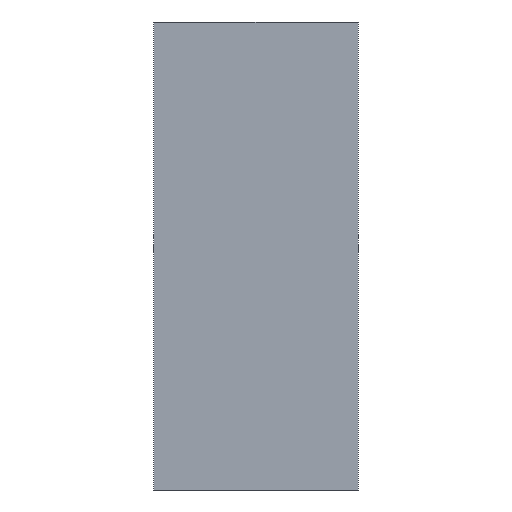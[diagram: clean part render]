
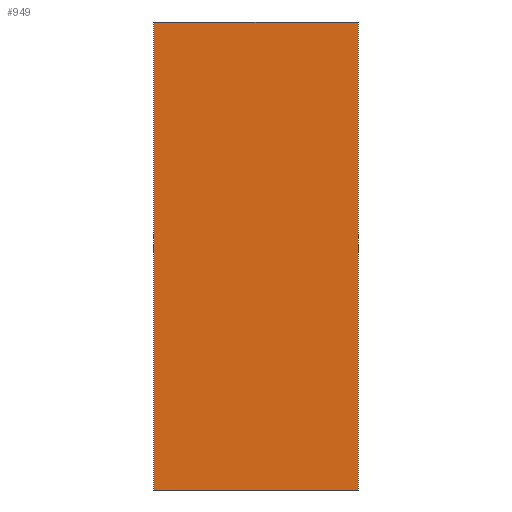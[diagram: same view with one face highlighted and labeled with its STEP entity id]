
A CAD part, left-side view. The second image highlights one B-rep face of the part: STEP entity #949.
In plain terms, the highlighted planar face has unit normal (-1, 0, 0).
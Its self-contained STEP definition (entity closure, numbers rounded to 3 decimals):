
#21 = CARTESIAN_POINT ( 'NONE',  ( -1.6, 0., 0.8 ) ) ;
#25 = ORIENTED_EDGE ( 'NONE', *, *, #327, .F. ) ;
#34 = VERTEX_POINT ( 'NONE', #735 ) ;
#119 = VERTEX_POINT ( 'NONE', #973 ) ;
#125 = DIRECTION ( 'NONE',  ( 0., 0., -1. ) ) ;
#163 = AXIS2_PLACEMENT_3D ( 'NONE', #21, #179, #839 ) ;
#179 = DIRECTION ( 'NONE',  ( 1., 0., 0. ) ) ;
#180 = LINE ( 'NONE', #962, #816 ) ;
#181 = CARTESIAN_POINT ( 'NONE',  ( -1.6, 0., 0.8 ) ) ;
#216 = EDGE_CURVE ( 'NONE', #970, #547, #543, .T. ) ;
#217 = CARTESIAN_POINT ( 'NONE',  ( -1.6, 0.7, -0.8 ) ) ;
#247 = CARTESIAN_POINT ( 'NONE',  ( -1.6, 0.7, 0.8 ) ) ;
#250 = LINE ( 'NONE', #367, #862 ) ;
#255 = ORIENTED_EDGE ( 'NONE', *, *, #1030, .F. ) ;
#327 = EDGE_CURVE ( 'NONE', #970, #34, #455, .T. ) ;
#367 = CARTESIAN_POINT ( 'NONE',  ( -1.6, 0., -0.8 ) ) ;
#416 = DIRECTION ( 'NONE',  ( 0., 0., -1. ) ) ;
#424 = EDGE_LOOP ( 'NONE', ( #942, #255, #25, #672 ) ) ;
#455 = LINE ( 'NONE', #181, #483 ) ;
#483 = VECTOR ( 'NONE', #1001, 1000. ) ;
#512 = EDGE_CURVE ( 'NONE', #547, #119, #250, .T. ) ;
#543 = LINE ( 'NONE', #247, #681 ) ;
#547 = VERTEX_POINT ( 'NONE', #217 ) ;
#620 = DIRECTION ( 'NONE',  ( 0., -1., 0. ) ) ;
#672 = ORIENTED_EDGE ( 'NONE', *, *, #216, .T. ) ;
#681 = VECTOR ( 'NONE', #416, 1000. ) ;
#682 = PLANE ( 'NONE',  #163 ) ;
#735 = CARTESIAN_POINT ( 'NONE',  ( -1.6, 0., 0.8 ) ) ;
#816 = VECTOR ( 'NONE', #125, 1000. ) ;
#839 = DIRECTION ( 'NONE',  ( 0., 0., -1. ) ) ;
#862 = VECTOR ( 'NONE', #620, 1000. ) ;
#925 = CARTESIAN_POINT ( 'NONE',  ( -1.6, 0.7, 0.8 ) ) ;
#942 = ORIENTED_EDGE ( 'NONE', *, *, #512, .T. ) ;
#949 = ADVANCED_FACE ( 'NONE', ( #979 ), #682, .F. ) ;
#962 = CARTESIAN_POINT ( 'NONE',  ( -1.6, 0., 0.8 ) ) ;
#970 = VERTEX_POINT ( 'NONE', #925 ) ;
#973 = CARTESIAN_POINT ( 'NONE',  ( -1.6, 0., -0.8 ) ) ;
#979 = FACE_OUTER_BOUND ( 'NONE', #424, .T. ) ;
#1001 = DIRECTION ( 'NONE',  ( 0., -1., 0. ) ) ;
#1030 = EDGE_CURVE ( 'NONE', #34, #119, #180, .T. ) ;
